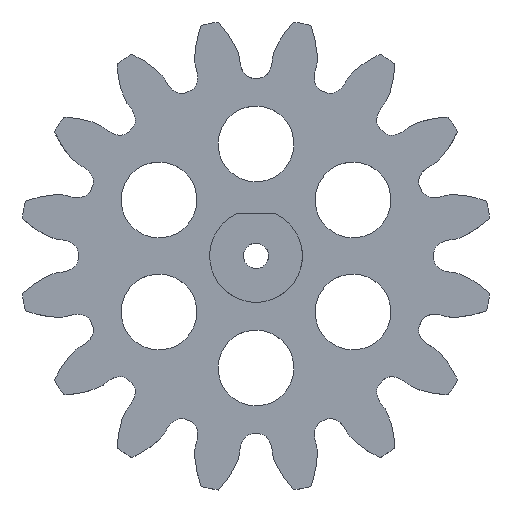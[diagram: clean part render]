
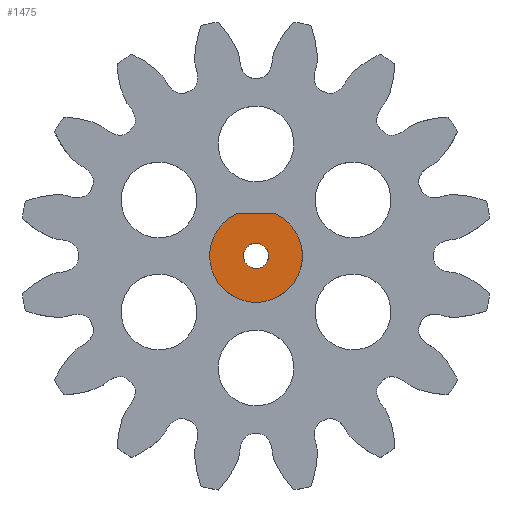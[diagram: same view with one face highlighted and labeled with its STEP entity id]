
A CAD part, top view. The second image highlights one B-rep face of the part: STEP entity #1475.
In plain terms, the highlighted planar face has unit normal (0, 0, 1).
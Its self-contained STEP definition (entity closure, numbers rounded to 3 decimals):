
#200=FACE_BOUND('',#365,.T.);
#212=CIRCLE('',#1566,11.);
#247=CIRCLE('',#1611,3.);
#248=CIRCLE('',#1612,3.);
#277=FACE_OUTER_BOUND('',#364,.T.);
#364=EDGE_LOOP('',(#1120,#1121));
#365=EDGE_LOOP('',(#1122,#1123));
#442=LINE('',#1905,#519);
#519=VECTOR('',#1653,10.);
#595=VERTEX_POINT('',#1901);
#597=VERTEX_POINT('',#1904);
#688=VERTEX_POINT('',#5470);
#689=VERTEX_POINT('',#5471);
#756=EDGE_CURVE('',#597,#595,#442,.T.);
#761=EDGE_CURVE('',#595,#597,#212,.T.);
#858=EDGE_CURVE('',#688,#689,#247,.T.);
#859=EDGE_CURVE('',#689,#688,#248,.T.);
#1120=ORIENTED_EDGE('',*,*,#756,.T.);
#1121=ORIENTED_EDGE('',*,*,#761,.T.);
#1122=ORIENTED_EDGE('',*,*,#858,.T.);
#1123=ORIENTED_EDGE('',*,*,#859,.T.);
#1462=PLANE('',#1610);
#1475=ADVANCED_FACE('',(#277,#200),#1462,.T.);
#1566=AXIS2_PLACEMENT_3D('',#1913,#1662,#1663);
#1610=AXIS2_PLACEMENT_3D('',#5469,#1758,#1759);
#1611=AXIS2_PLACEMENT_3D('',#5472,#1760,#1761);
#1612=AXIS2_PLACEMENT_3D('',#5473,#1762,#1763);
#1653=DIRECTION('',(-1.,0.,0.));
#1662=DIRECTION('center_axis',(0.,0.,
1.));
#1663=DIRECTION('ref_axis',(0.948,0.319,0.));
#1758=DIRECTION('center_axis',(0.,0.,1.));
#1759=DIRECTION('ref_axis',(1.,0.,0.));
#1760=DIRECTION('center_axis',(0.,0.,
-1.));
#1761=DIRECTION('ref_axis',(-0.948,-0.319,0.));
#1762=DIRECTION('center_axis',(0.,0.,
-1.));
#1763=DIRECTION('ref_axis',(-0.948,-0.319,0.));
#1901=CARTESIAN_POINT('',(-4.583,10.,0.));
#1904=CARTESIAN_POINT('',(4.583,10.,0.));
#1905=CARTESIAN_POINT('',(0.,10.,0.));
#1913=CARTESIAN_POINT('Origin',(0.,0.,0.));
#5469=CARTESIAN_POINT('Origin',(0.,0.,0.));
#5470=CARTESIAN_POINT('',(2.843,0.958,0.));
#5471=CARTESIAN_POINT('',(-2.843,-0.958,0.));
#5472=CARTESIAN_POINT('Origin',(0.,0.,0.));
#5473=CARTESIAN_POINT('Origin',(0.,0.,0.));
